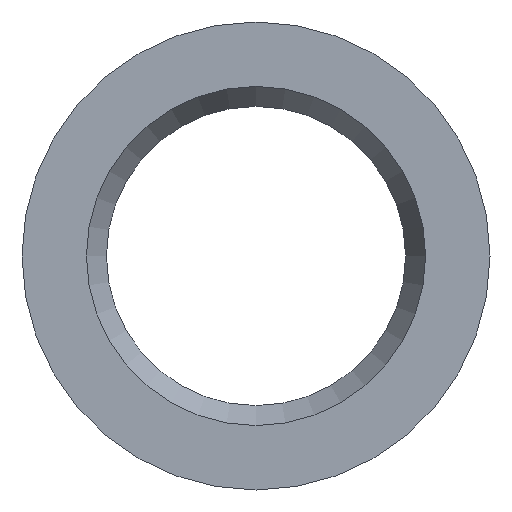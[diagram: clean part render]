
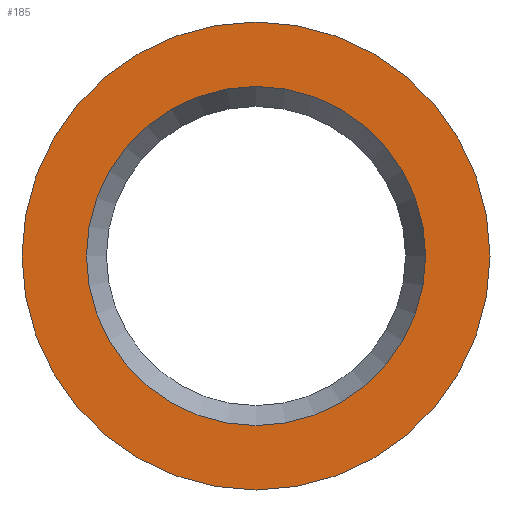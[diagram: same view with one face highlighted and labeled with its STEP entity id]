
A CAD part, left-side view. The second image highlights one B-rep face of the part: STEP entity #185.
In plain terms, the highlighted planar face has unit normal (-1, 0, 0).
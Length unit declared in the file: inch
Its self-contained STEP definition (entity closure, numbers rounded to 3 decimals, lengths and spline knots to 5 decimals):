
#2 = VERTEX_POINT ( 'NONE', #106 ) ;
#4 = DIRECTION ( 'NONE',  ( 0., 0., -1. ) ) ;
#7 = AXIS2_PLACEMENT_3D ( 'NONE', #139, #98, #69 ) ;
#21 = CIRCLE ( 'NONE', #7, 4.56449 ) ;
#40 = DIRECTION ( 'NONE',  ( -1., 0., 0. ) ) ;
#44 = CIRCLE ( 'NONE', #89, 6.29921 ) ;
#57 = DIRECTION ( 'NONE',  ( 0., 0., 1. ) ) ;
#69 = DIRECTION ( 'NONE',  ( 0., 0., 1. ) ) ;
#73 = VERTEX_POINT ( 'NONE', #247 ) ;
#74 = DIRECTION ( 'NONE',  ( -1., 0., 0. ) ) ;
#89 = AXIS2_PLACEMENT_3D ( 'NONE', #156, #74, #4 ) ;
#90 = AXIS2_PLACEMENT_3D ( 'NONE', #166, #40, #57 ) ;
#98 = DIRECTION ( 'NONE',  ( 1., 0., 0. ) ) ;
#106 = CARTESIAN_POINT ( 'NONE',  ( -5.19685, 0., 4.56449 ) ) ;
#117 = FACE_OUTER_BOUND ( 'NONE', #176, .T. ) ;
#139 = CARTESIAN_POINT ( 'NONE',  ( -5.19685, 0., 0. ) ) ;
#156 = CARTESIAN_POINT ( 'NONE',  ( -5.19685, 0., 0. ) ) ;
#159 = EDGE_CURVE ( 'NONE', #2, #2, #21, .T. ) ;
#166 = CARTESIAN_POINT ( 'NONE',  ( -5.19685, 5.16339, 0. ) ) ;
#170 = FACE_BOUND ( 'NONE', #190, .T. ) ;
#176 = EDGE_LOOP ( 'NONE', ( #227 ) ) ;
#182 = PLANE ( 'NONE',  #90 ) ;
#185 = ADVANCED_FACE ( 'NONE', ( #170, #117 ), #182, .T. ) ;
#190 = EDGE_LOOP ( 'NONE', ( #234 ) ) ;
#208 = EDGE_CURVE ( 'NONE', #73, #73, #44, .T. ) ;
#227 = ORIENTED_EDGE ( 'NONE', *, *, #208, .T. ) ;
#234 = ORIENTED_EDGE ( 'NONE', *, *, #159, .T. ) ;
#247 = CARTESIAN_POINT ( 'NONE',  ( -5.19685, 0., -6.29921 ) ) ;
